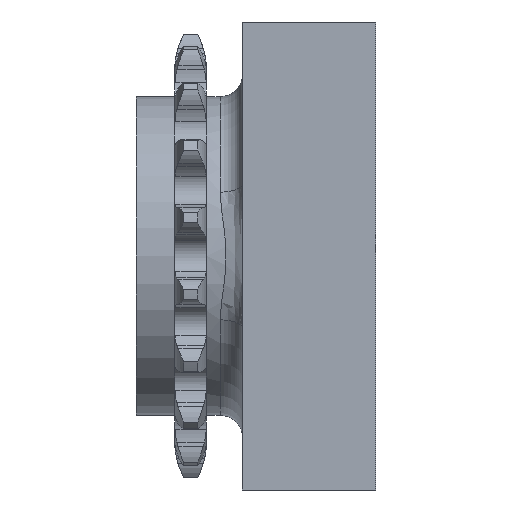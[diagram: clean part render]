
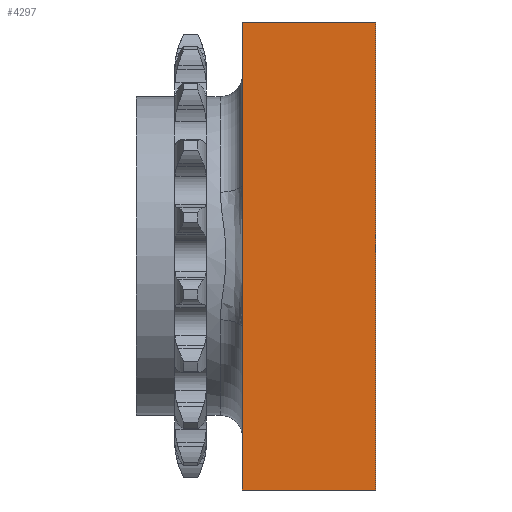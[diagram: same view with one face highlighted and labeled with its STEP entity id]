
A CAD part, front view. The second image highlights one B-rep face of the part: STEP entity #4297.
In plain terms, the highlighted planar face has unit normal (0, -1, 0).
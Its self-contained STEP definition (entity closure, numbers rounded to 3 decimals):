
#403 = CARTESIAN_POINT ( 'NONE',  ( 28., -22.444, -31.575 ) ) ;
#421 = VECTOR ( 'NONE', #7441, 1000. ) ;
#441 = VECTOR ( 'NONE', #8615, 1000. ) ;
#1097 = ORIENTED_EDGE ( 'NONE', *, *, #4651, .T. ) ;
#1190 = DIRECTION ( 'NONE',  ( 0., 0., -1. ) ) ;
#1560 = LINE ( 'NONE', #2391, #421 ) ;
#1695 = PLANE ( 'NONE',  #1837 ) ;
#1740 = DIRECTION ( 'NONE',  ( 0., 0., -1. ) ) ;
#1837 = AXIS2_PLACEMENT_3D ( 'NONE', #2475, #3113, #9080 ) ;
#2025 = LINE ( 'NONE', #6409, #2790 ) ;
#2118 = VERTEX_POINT ( 'NONE', #7032 ) ;
#2183 = VECTOR ( 'NONE', #7263, 1000. ) ;
#2198 = VERTEX_POINT ( 'NONE', #8385 ) ;
#2257 = EDGE_CURVE ( 'NONE', #3551, #2198, #2749, .T. ) ;
#2326 = VERTEX_POINT ( 'NONE', #7805 ) ;
#2391 = CARTESIAN_POINT ( 'NONE',  ( 10., -22.444, -31.575 ) ) ;
#2475 = CARTESIAN_POINT ( 'NONE',  ( 28., -22.444, -31.575 ) ) ;
#2657 = VERTEX_POINT ( 'NONE', #7109 ) ;
#2722 = CARTESIAN_POINT ( 'NONE',  ( 28., -22.444, 31.575 ) ) ;
#2749 = LINE ( 'NONE', #403, #2183 ) ;
#2790 = VECTOR ( 'NONE', #1190, 1000. ) ;
#3113 = DIRECTION ( 'NONE',  ( 0., 1., 0. ) ) ;
#3446 = ORIENTED_EDGE ( 'NONE', *, *, #2257, .F. ) ;
#3505 = DIRECTION ( 'NONE',  ( -1., 0., 0. ) ) ;
#3551 = VERTEX_POINT ( 'NONE', #4796 ) ;
#3718 = VECTOR ( 'NONE', #3505, 1000. ) ;
#4297 = ADVANCED_FACE ( 'NONE', ( #6230 ), #1695, .F. ) ;
#4607 = ORIENTED_EDGE ( 'NONE', *, *, #6653, .T. ) ;
#4651 = EDGE_CURVE ( 'NONE', #2657, #2118, #1560, .T. ) ;
#4768 = ORIENTED_EDGE ( 'NONE', *, *, #6054, .F. ) ;
#4796 = CARTESIAN_POINT ( 'NONE',  ( 28., -22.444, 31.575 ) ) ;
#5058 = ORIENTED_EDGE ( 'NONE', *, *, #6425, .T. ) ;
#5665 = LINE ( 'NONE', #5704, #441 ) ;
#5704 = CARTESIAN_POINT ( 'NONE',  ( 28., -22.444, -31.575 ) ) ;
#6054 = EDGE_CURVE ( 'NONE', #2198, #2118, #5665, .T. ) ;
#6230 = FACE_OUTER_BOUND ( 'NONE', #7212, .T. ) ;
#6409 = CARTESIAN_POINT ( 'NONE',  ( 10., -22.444, -31.575 ) ) ;
#6425 = EDGE_CURVE ( 'NONE', #3551, #8270, #9385, .T. ) ;
#6480 = CARTESIAN_POINT ( 'NONE',  ( 10., -22.444, 31.575 ) ) ;
#6653 = EDGE_CURVE ( 'NONE', #2326, #2657, #2025, .T. ) ;
#7032 = CARTESIAN_POINT ( 'NONE',  ( 10., -22.444, -31.575 ) ) ;
#7109 = CARTESIAN_POINT ( 'NONE',  ( 10., -22.444, -9.825 ) ) ;
#7212 = EDGE_LOOP ( 'NONE', ( #9268, #4607, #1097, #4768, #3446, #5058 ) ) ;
#7263 = DIRECTION ( 'NONE',  ( 0., 0., -1. ) ) ;
#7441 = DIRECTION ( 'NONE',  ( 0., 0., -1. ) ) ;
#7664 = LINE ( 'NONE', #8397, #9478 ) ;
#7726 = EDGE_CURVE ( 'NONE', #8270, #2326, #7664, .T. ) ;
#7805 = CARTESIAN_POINT ( 'NONE',  ( 10., -22.444, 9.825 ) ) ;
#8270 = VERTEX_POINT ( 'NONE', #6480 ) ;
#8385 = CARTESIAN_POINT ( 'NONE',  ( 28., -22.444, -31.575 ) ) ;
#8397 = CARTESIAN_POINT ( 'NONE',  ( 10., -22.444, -31.575 ) ) ;
#8615 = DIRECTION ( 'NONE',  ( -1., 0., 0. ) ) ;
#9080 = DIRECTION ( 'NONE',  ( 0., 0., 1. ) ) ;
#9268 = ORIENTED_EDGE ( 'NONE', *, *, #7726, .T. ) ;
#9385 = LINE ( 'NONE', #2722, #3718 ) ;
#9478 = VECTOR ( 'NONE', #1740, 1000. ) ;
